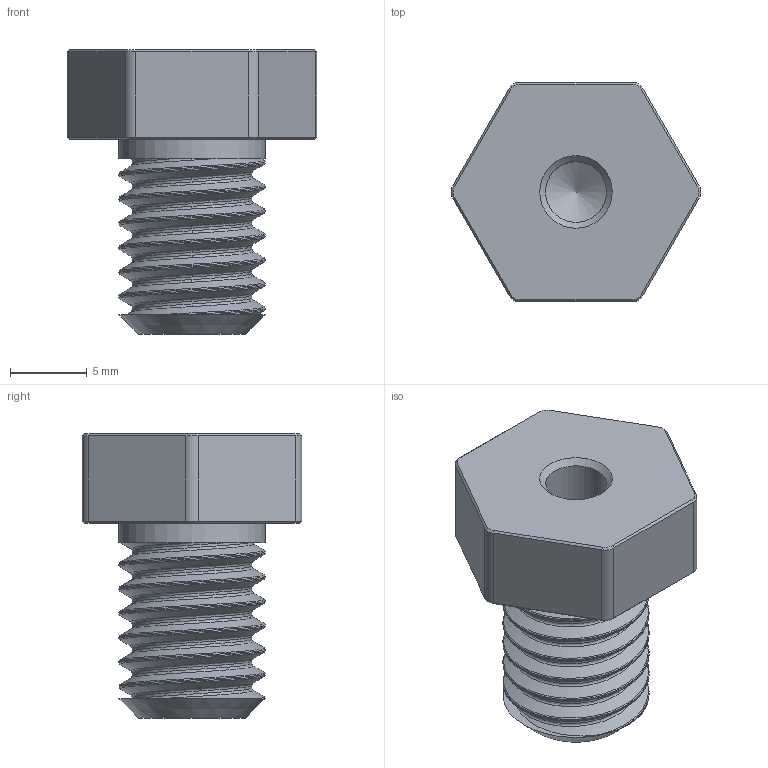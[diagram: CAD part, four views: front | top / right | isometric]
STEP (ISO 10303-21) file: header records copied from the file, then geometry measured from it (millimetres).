
FILE_DESCRIPTION(/* description */ ('MHA10004 REV B'),/* implementation_level */ '2;1');
FILE_NAME(/* name */ 'MHT140.stp',/* time_stamp */ '2025-05-14T17:57:11-04:00',/* author */ ('cthayer'),/* organization */ ('CONNECTION TECHNOLOGY CENTER'),/* preprocessor_version */ 'ST-DEVELOPER v20',/* originating_system */ 'Autodesk Inventor 2025',/* authorisation */ '');
FILE_SCHEMA (('AUTOMOTIVE_DESIGN { 1 0 10303 214 3 1 1 }'));
Length unit declared in the file: inch
Products named in the file (1): OutputFile
Bounding box: 16.25 x 14.29 x 18.54 mm (x, y, z)
Volume: 1661.6 mm3; surface area: 1741.4 mm2
Topology: 2 solids, 2 shells, 71 faces, 167 edges, 103 vertices
Faces by surface type: plane 25, cylinder 25, cone 15, bspline 6
Full cylindrical faces by diameter (mm): 3.962 x1, 7.806 x7, 9.525 x7
Entity records: 4852 total; most frequent: CARTESIAN_POINT 3260, ORIENTED_EDGE 332, DIRECTION 294, EDGE_CURVE 166, AXIS2_PLACEMENT_3D 107, VERTEX_POINT 103, LINE 80, VECTOR 80
